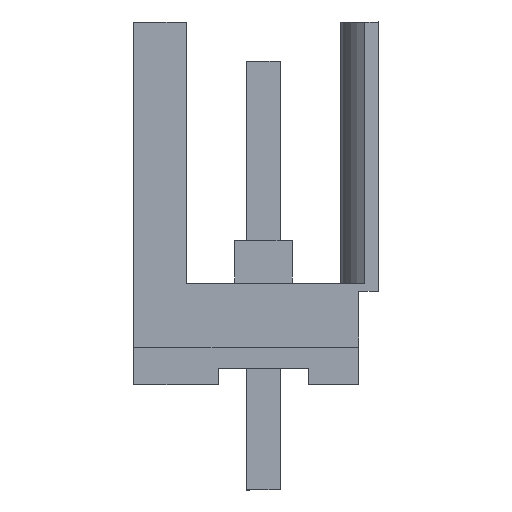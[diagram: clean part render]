
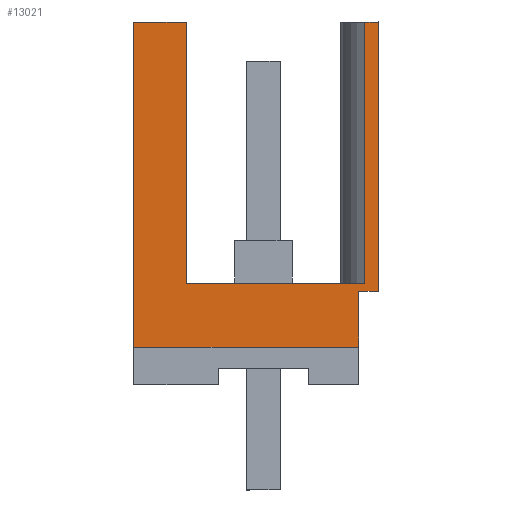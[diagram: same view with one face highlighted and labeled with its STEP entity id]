
A CAD part, left-side view. The second image highlights one B-rep face of the part: STEP entity #13021.
In plain terms, the highlighted planar face has unit normal (-1, 0, 0).
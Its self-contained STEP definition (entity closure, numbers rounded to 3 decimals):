
#12960=AXIS2_PLACEMENT_3D('Plane Axis2P3D',#12957,#12958,#12959) ;
#2189=CARTESIAN_POINT('Vertex',(0.,7.45,4.35)) ;
#2192=CARTESIAN_POINT('Line Origine',(0.,7.45,9.3)) ;
#2196=CARTESIAN_POINT('Vertex',(0.,7.45,14.25)) ;
#2770=CARTESIAN_POINT('Vertex',(0.,0.6,6.05)) ;
#2773=CARTESIAN_POINT('Line Origine',(0.,0.6,5.2)) ;
#2777=CARTESIAN_POINT('Vertex',(0.,0.6,4.35)) ;
#4560=CARTESIAN_POINT('Line Origine',(0.,4.025,4.35)) ;
#12957=CARTESIAN_POINT('Axis2P3D Location',(0.,0.8,6.3)) ;
#12962=CARTESIAN_POINT('Line Origine',(0.,0.3,6.05)) ;
#12966=CARTESIAN_POINT('Vertex',(0.,0.,6.05)) ;
#12969=CARTESIAN_POINT('Line Origine',(0.,0.,10.15)) ;
#12973=CARTESIAN_POINT('Vertex',(0.,0.,14.25)) ;
#12976=CARTESIAN_POINT('Line Origine',(0.,0.206,14.25)) ;
#12980=CARTESIAN_POINT('Vertex',(0.,0.411,14.25)) ;
#12983=CARTESIAN_POINT('Line Origine',(0.,0.411,10.275)) ;
#12987=CARTESIAN_POINT('Vertex',(0.,0.411,6.3)) ;
#12990=CARTESIAN_POINT('Line Origine',(0.,3.131,6.3)) ;
#12994=CARTESIAN_POINT('Vertex',(0.,5.85,6.3)) ;
#12997=CARTESIAN_POINT('Line Origine',(0.,5.85,10.275)) ;
#13001=CARTESIAN_POINT('Vertex',(0.,5.85,14.25)) ;
#13004=CARTESIAN_POINT('Line Origine',(0.,6.65,14.25)) ;
#2193=DIRECTION('Vector Direction',(0.,0.,-1.)) ;
#2774=DIRECTION('Vector Direction',(0.,0.,1.)) ;
#4561=DIRECTION('Vector Direction',(0.,1.,0.)) ;
#12958=DIRECTION('Axis2P3D Direction',(-1.,0.,0.)) ;
#12959=DIRECTION('Axis2P3D XDirection',(0.,-1.,0.)) ;
#12963=DIRECTION('Vector Direction',(0.,-1.,0.)) ;
#12970=DIRECTION('Vector Direction',(0.,0.,-1.)) ;
#12977=DIRECTION('Vector Direction',(0.,-1.,0.)) ;
#12984=DIRECTION('Vector Direction',(0.,0.,1.)) ;
#12991=DIRECTION('Vector Direction',(0.,-1.,0.)) ;
#12998=DIRECTION('Vector Direction',(0.,0.,1.)) ;
#13005=DIRECTION('Vector Direction',(0.,-1.,0.)) ;
#2194=VECTOR('Line Direction',#2193,1.) ;
#2775=VECTOR('Line Direction',#2774,1.) ;
#4562=VECTOR('Line Direction',#4561,1.) ;
#12964=VECTOR('Line Direction',#12963,1.) ;
#12971=VECTOR('Line Direction',#12970,1.) ;
#12978=VECTOR('Line Direction',#12977,1.) ;
#12985=VECTOR('Line Direction',#12984,1.) ;
#12992=VECTOR('Line Direction',#12991,1.) ;
#12999=VECTOR('Line Direction',#12998,1.) ;
#13006=VECTOR('Line Direction',#13005,1.) ;
#13010=ORIENTED_EDGE('',*,*,#2779,.T.) ;
#13011=ORIENTED_EDGE('',*,*,#12968,.T.) ;
#13012=ORIENTED_EDGE('',*,*,#12975,.F.) ;
#13013=ORIENTED_EDGE('',*,*,#12982,.F.) ;
#13014=ORIENTED_EDGE('',*,*,#12989,.F.) ;
#13015=ORIENTED_EDGE('',*,*,#12996,.F.) ;
#13016=ORIENTED_EDGE('',*,*,#13003,.T.) ;
#13017=ORIENTED_EDGE('',*,*,#13008,.F.) ;
#13018=ORIENTED_EDGE('',*,*,#2198,.T.) ;
#13019=ORIENTED_EDGE('',*,*,#4564,.F.) ;
#13021=ADVANCED_FACE('HOUSING',(#13020),#12961,.T.) ;
#2198=EDGE_CURVE('',#2197,#2190,#2195,.T.) ;
#2779=EDGE_CURVE('',#2778,#2771,#2776,.T.) ;
#4564=EDGE_CURVE('',#2778,#2190,#4563,.T.) ;
#12968=EDGE_CURVE('',#2771,#12967,#12965,.T.) ;
#12975=EDGE_CURVE('',#12974,#12967,#12972,.T.) ;
#12982=EDGE_CURVE('',#12981,#12974,#12979,.T.) ;
#12989=EDGE_CURVE('',#12988,#12981,#12986,.T.) ;
#12996=EDGE_CURVE('',#12995,#12988,#12993,.T.) ;
#13003=EDGE_CURVE('',#12995,#13002,#13000,.T.) ;
#13008=EDGE_CURVE('',#2197,#13002,#13007,.T.) ;
#13009=EDGE_LOOP('',(#13010,#13011,#13012,#13013,#13014,#13015,#13016,#13017,#13018,#13019)) ;
#13020=FACE_OUTER_BOUND('',#13009,.T.) ;
#2195=LINE('Line',#2192,#2194) ;
#2776=LINE('Line',#2773,#2775) ;
#4563=LINE('Line',#4560,#4562) ;
#12965=LINE('Line',#12962,#12964) ;
#12972=LINE('Line',#12969,#12971) ;
#12979=LINE('Line',#12976,#12978) ;
#12986=LINE('Line',#12983,#12985) ;
#12993=LINE('Line',#12990,#12992) ;
#13000=LINE('Line',#12997,#12999) ;
#13007=LINE('Line',#13004,#13006) ;
#12961=PLANE('',#12960) ;
#2190=VERTEX_POINT('',#2189) ;
#2197=VERTEX_POINT('',#2196) ;
#2771=VERTEX_POINT('',#2770) ;
#2778=VERTEX_POINT('',#2777) ;
#12967=VERTEX_POINT('',#12966) ;
#12974=VERTEX_POINT('',#12973) ;
#12981=VERTEX_POINT('',#12980) ;
#12988=VERTEX_POINT('',#12987) ;
#12995=VERTEX_POINT('',#12994) ;
#13002=VERTEX_POINT('',#13001) ;
